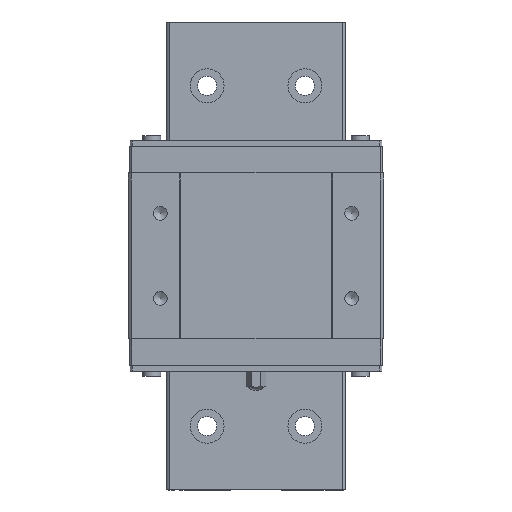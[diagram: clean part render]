
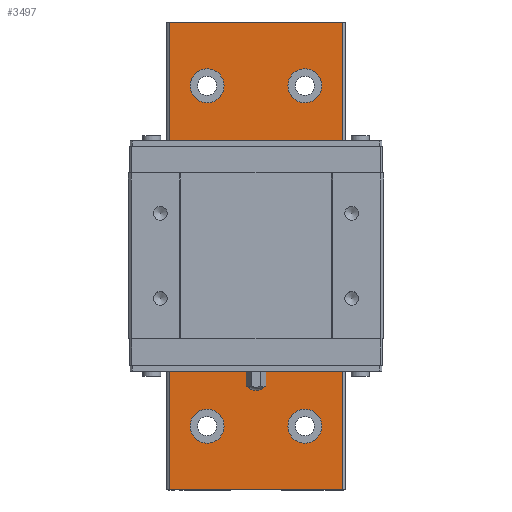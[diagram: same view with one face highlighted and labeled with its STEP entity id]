
A CAD part, top view. The second image highlights one B-rep face of the part: STEP entity #3497.
In plain terms, the highlighted planar face has unit normal (0, 0, 1).
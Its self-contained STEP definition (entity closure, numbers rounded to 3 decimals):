
#87=LINE('',#6121,#489);
#88=LINE('',#6129,#490);
#89=LINE('',#6131,#491);
#90=LINE('',#6133,#492);
#489=VECTOR('',#5139,1000.);
#490=VECTOR('',#5148,1000.);
#491=VECTOR('',#5149,1000.);
#492=VECTOR('',#5150,1000.);
#866=PLANE('',#4750);
#1100=ORIENTED_EDGE('',*,*,#1991,.T.);
#1101=ORIENTED_EDGE('',*,*,#1987,.T.);
#1102=ORIENTED_EDGE('',*,*,#1999,.T.);
#1103=ORIENTED_EDGE('',*,*,#1995,.T.);
#1104=ORIENTED_EDGE('',*,*,#2054,.T.);
#1105=ORIENTED_EDGE('',*,*,#2055,.T.);
#1106=ORIENTED_EDGE('',*,*,#2056,.T.);
#1107=ORIENTED_EDGE('',*,*,#2057,.F.);
#1108=ORIENTED_EDGE('',*,*,#2058,.F.);
#1109=ORIENTED_EDGE('',*,*,#2052,.T.);
#1987=EDGE_CURVE('',#2478,#2478,#2825,.T.);
#1991=EDGE_CURVE('',#2482,#2482,#2829,.T.);
#1995=EDGE_CURVE('',#2486,#2486,#2833,.T.);
#1999=EDGE_CURVE('',#2490,#2490,#2837,.T.);
#2052=EDGE_CURVE('',#2528,#2527,#87,.T.);
#2054=EDGE_CURVE('',#2529,#2529,#2850,.T.);
#2055=EDGE_CURVE('',#2530,#2530,#2851,.T.);
#2056=EDGE_CURVE('',#2527,#2531,#88,.T.);
#2057=EDGE_CURVE('',#2532,#2531,#89,.T.);
#2058=EDGE_CURVE('',#2528,#2532,#90,.T.);
#2478=VERTEX_POINT('',#5981);
#2482=VERTEX_POINT('',#5992);
#2486=VERTEX_POINT('',#6003);
#2490=VERTEX_POINT('',#6014);
#2527=VERTEX_POINT('',#6120);
#2528=VERTEX_POINT('',#6122);
#2529=VERTEX_POINT('',#6126);
#2530=VERTEX_POINT('',#6128);
#2531=VERTEX_POINT('',#6130);
#2532=VERTEX_POINT('',#6132);
#2825=CIRCLE('',#4699,4.);
#2829=CIRCLE('',#4706,4.);
#2833=CIRCLE('',#4713,4.);
#2837=CIRCLE('',#4720,4.);
#2850=CIRCLE('',#4751,4.);
#2851=CIRCLE('',#4752,4.);
#2958=EDGE_LOOP('',(#1100));
#2959=EDGE_LOOP('',(#1101));
#2960=EDGE_LOOP('',(#1102));
#2961=EDGE_LOOP('',(#1103));
#2962=EDGE_LOOP('',(#1104));
#2963=EDGE_LOOP('',(#1105));
#2964=EDGE_LOOP('',(#1106,#1107,#1108,#1109));
#3214=FACE_BOUND('',#2958,.T.);
#3215=FACE_BOUND('',#2959,.T.);
#3216=FACE_BOUND('',#2960,.T.);
#3217=FACE_BOUND('',#2961,.T.);
#3218=FACE_BOUND('',#2962,.T.);
#3219=FACE_BOUND('',#2963,.T.);
#3220=FACE_BOUND('',#2964,.T.);
#3497=ADVANCED_FACE('',(#3214,#3215,#3216,#3217,#3218,#3219,#3220),#866,
 .F.);
#4699=AXIS2_PLACEMENT_3D('',#5980,#4998,#4999);
#4706=AXIS2_PLACEMENT_3D('',#5991,#5012,#5013);
#4713=AXIS2_PLACEMENT_3D('',#6002,#5026,#5027);
#4720=AXIS2_PLACEMENT_3D('',#6013,#5040,#5041);
#4750=AXIS2_PLACEMENT_3D('',#6124,#5142,#5143);
#4751=AXIS2_PLACEMENT_3D('',#6125,#5144,#5145);
#4752=AXIS2_PLACEMENT_3D('',#6127,#5146,#5147);
#4998=DIRECTION('',(0.,0.,-1.));
#4999=DIRECTION('',(0.,-1.,0.));
#5012=DIRECTION('',(0.,0.,-1.));
#5013=DIRECTION('',(0.,-1.,0.));
#5026=DIRECTION('',(0.,0.,-1.));
#5027=DIRECTION('',(0.,-1.,0.));
#5040=DIRECTION('',(0.,0.,-1.));
#5041=DIRECTION('',(0.,-1.,0.));
#5139=DIRECTION('',(0.,1.,0.));
#5142=DIRECTION('',(0.,0.,-1.));
#5143=DIRECTION('',(-1.,0.,0.));
#5144=DIRECTION('',(0.,0.,-1.));
#5145=DIRECTION('',(0.,-1.,0.));
#5146=DIRECTION('',(0.,0.,-1.));
#5147=DIRECTION('',(0.,-1.,0.));
#5148=DIRECTION('',(-1.,0.,0.));
#5149=DIRECTION('',(0.,1.,0.));
#5150=DIRECTION('',(-1.,0.,0.));
#5980=CARTESIAN_POINT('',(-11.5,-40.,9.5));
#5981=CARTESIAN_POINT('',(-11.5,-44.,9.5));
#5991=CARTESIAN_POINT('',(11.5,-40.,9.5));
#5992=CARTESIAN_POINT('',(11.5,-44.,9.5));
#6002=CARTESIAN_POINT('',(-11.5,0.,9.5));
#6003=CARTESIAN_POINT('',(-11.5,-4.,9.5));
#6013=CARTESIAN_POINT('',(11.5,0.,9.5));
#6014=CARTESIAN_POINT('',(11.5,-4.,9.5));
#6120=CARTESIAN_POINT('',(20.419,55.,9.5));
#6121=CARTESIAN_POINT('',(20.419,-55.,9.5));
#6122=CARTESIAN_POINT('',(20.419,-55.,9.5));
#6124=CARTESIAN_POINT('',(-20.419,-55.,9.5));
#6125=CARTESIAN_POINT('',(-11.5,40.,9.5));
#6126=CARTESIAN_POINT('',(-11.5,36.,9.5));
#6127=CARTESIAN_POINT('',(11.5,40.,9.5));
#6128=CARTESIAN_POINT('',(11.5,36.,9.5));
#6129=CARTESIAN_POINT('',(-20.419,55.,9.5));
#6130=CARTESIAN_POINT('',(-20.419,55.,9.5));
#6131=CARTESIAN_POINT('',(-20.419,-55.,9.5));
#6132=CARTESIAN_POINT('',(-20.419,-55.,9.5));
#6133=CARTESIAN_POINT('',(-20.419,-55.,9.5));
